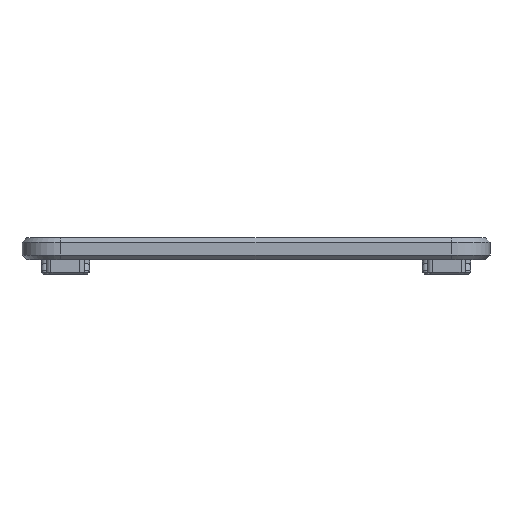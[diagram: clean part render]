
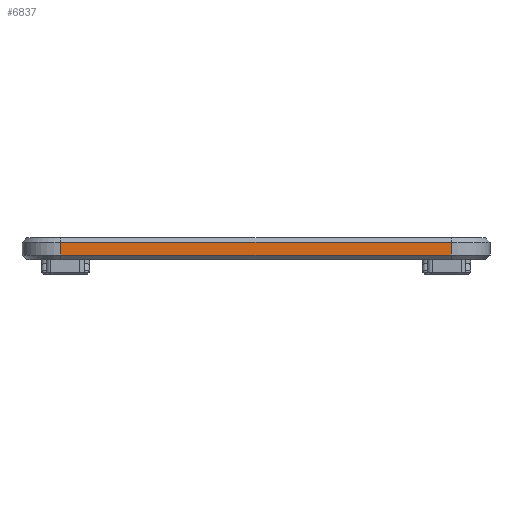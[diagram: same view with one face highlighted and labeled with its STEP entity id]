
A CAD part, front view. The second image highlights one B-rep face of the part: STEP entity #6837.
In plain terms, the highlighted planar face has unit normal (0, -1, 0).
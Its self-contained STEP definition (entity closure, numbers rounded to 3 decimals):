
#859=FACE_OUTER_BOUND('',#1299,.T.);
#1299=EDGE_LOOP('',(#5903,#5904,#5905,#5906));
#1994=LINE('',#11383,#2710);
#2008=LINE('',#11421,#2724);
#2017=LINE('',#11445,#2733);
#2018=LINE('',#11447,#2734);
#2710=VECTOR('',#9390,10.);
#2724=VECTOR('',#9430,10.);
#2733=VECTOR('',#9459,10.);
#2734=VECTOR('',#9462,10.);
#3296=VERTEX_POINT('',#11377);
#3297=VERTEX_POINT('',#11381);
#3305=VERTEX_POINT('',#11411);
#3307=VERTEX_POINT('',#11417);
#4195=EDGE_CURVE('',#3296,#3297,#1994,.T.);
#4214=EDGE_CURVE('',#3305,#3307,#2008,.T.);
#4227=EDGE_CURVE('',#3307,#3296,#2017,.T.);
#4228=EDGE_CURVE('',#3297,#3305,#2018,.T.);
#5903=ORIENTED_EDGE('',*,*,#4195,.F.);
#5904=ORIENTED_EDGE('',*,*,#4227,.F.);
#5905=ORIENTED_EDGE('',*,*,#4214,.F.);
#5906=ORIENTED_EDGE('',*,*,#4228,.F.);
#6435=PLANE('',#7511);
#6837=ADVANCED_FACE('',(#859),#6435,.T.);
#7511=AXIS2_PLACEMENT_3D('',#11446,#9460,#9461);
#9390=DIRECTION('',(1.,0.,0.));
#9430=DIRECTION('',(-1.,0.,0.));
#9459=DIRECTION('',(0.,0.,1.));
#9460=DIRECTION('center_axis',(0.,-1.,0.));
#9461=DIRECTION('ref_axis',(1.,0.,0.));
#9462=DIRECTION('',(0.,0.,-1.));
#11377=CARTESIAN_POINT('',(-40.5,-61.25,3.6));
#11381=CARTESIAN_POINT('',(40.5,-61.25,3.6));
#11383=CARTESIAN_POINT('',(-24.25,-61.25,3.6));
#11411=CARTESIAN_POINT('',(40.5,-61.25,1.));
#11417=CARTESIAN_POINT('',(-40.5,-61.25,1.));
#11421=CARTESIAN_POINT('',(-24.25,-61.25,1.));
#11445=CARTESIAN_POINT('',(-40.5,-61.25,0.));
#11446=CARTESIAN_POINT('Origin',(-48.5,-61.25,0.));
#11447=CARTESIAN_POINT('',(40.5,-61.25,0.));
